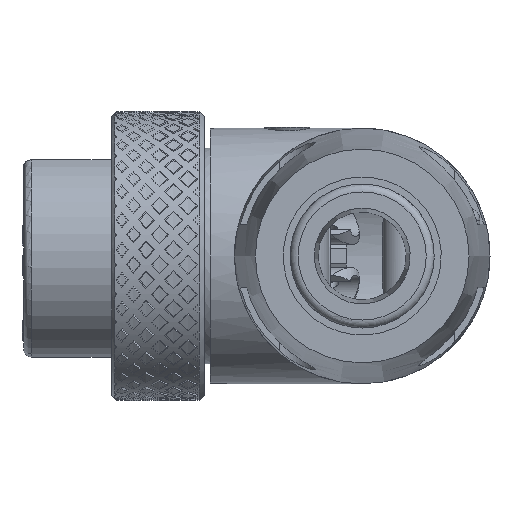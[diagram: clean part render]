
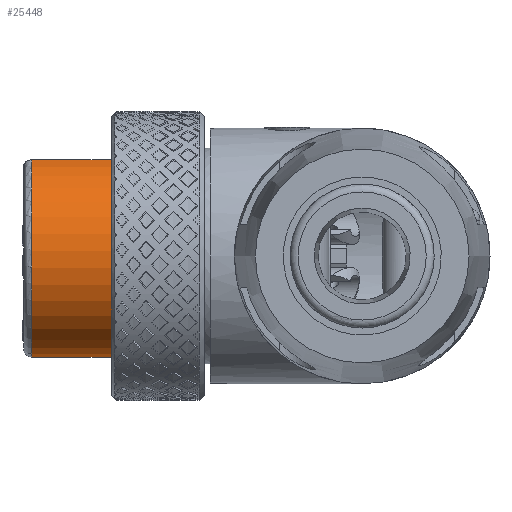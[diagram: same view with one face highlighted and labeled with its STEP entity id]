
A CAD part, front view. The second image highlights one B-rep face of the part: STEP entity #25448.
In plain terms, the highlighted cylindrical face has radius 6.35 mm (diameter 12.7 mm), a partial arc.
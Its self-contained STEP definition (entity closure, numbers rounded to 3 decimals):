
#3240=FACE_OUTER_BOUND('',#4755,.T.);
#4755=EDGE_LOOP('',(#16832,#16833,#16834,#16835));
#6735=LINE('',#40792,#8132);
#6736=LINE('',#40793,#8133);
#8132=VECTOR('',#31067,8.7);
#8133=VECTOR('',#31068,8.7);
#9332=CIRCLE('',#27016,6.35);
#9333=CIRCLE('',#27018,6.35);
#10108=VERTEX_POINT('',#40761);
#10109=VERTEX_POINT('',#40774);
#10110=VERTEX_POINT('',#40789);
#10111=VERTEX_POINT('',#40790);
#12713=EDGE_CURVE('',#10109,#10108,#9332,.T.);
#12715=EDGE_CURVE('',#10110,#10111,#9333,.T.);
#12716=EDGE_CURVE('',#10110,#10109,#6735,.T.);
#12717=EDGE_CURVE('',#10108,#10111,#6736,.T.);
#16832=ORIENTED_EDGE('',*,*,#12715,.F.);
#16833=ORIENTED_EDGE('',*,*,#12716,.T.);
#16834=ORIENTED_EDGE('',*,*,#12713,.T.);
#16835=ORIENTED_EDGE('',*,*,#12717,.T.);
#23537=CYLINDRICAL_SURFACE('',#27017,6.35);
#25448=ADVANCED_FACE('',(#3240),#23537,.T.);
#27016=AXIS2_PLACEMENT_3D('',#40775,#31061,#31062);
#27017=AXIS2_PLACEMENT_3D('',#40788,#31063,#31064);
#27018=AXIS2_PLACEMENT_3D('',#40791,#31065,#31066);
#31061=DIRECTION('center_axis',(1.,0.,0.));
#31062=DIRECTION('ref_axis',(0.,1.,0.));
#31063=DIRECTION('center_axis',(-1.,0.,0.));
#31064=DIRECTION('ref_axis',(0.,0.,
-1.));
#31065=DIRECTION('center_axis',(1.,0.,0.));
#31066=DIRECTION('ref_axis',(0.,-1.,0.));
#31067=DIRECTION('',(-1.,0.,0.));
#31068=DIRECTION('',(1.,0.,0.));
#40761=CARTESIAN_POINT('',(-30.227,1.094,6.022));
#40774=CARTESIAN_POINT('',(-30.227,-2.938,6.022));
#40775=CARTESIAN_POINT('Origin',(-30.227,-0.922,0.));
#40788=CARTESIAN_POINT('Origin',(-83.69,-0.922,0.));
#40789=CARTESIAN_POINT('',(-21.527,-2.938,6.022));
#40790=CARTESIAN_POINT('',(-21.527,1.094,6.022));
#40791=CARTESIAN_POINT('Origin',(-21.527,-0.922,0.));
#40792=CARTESIAN_POINT('',(-25.877,-2.938,6.022));
#40793=CARTESIAN_POINT('',(-25.877,1.094,6.022));
